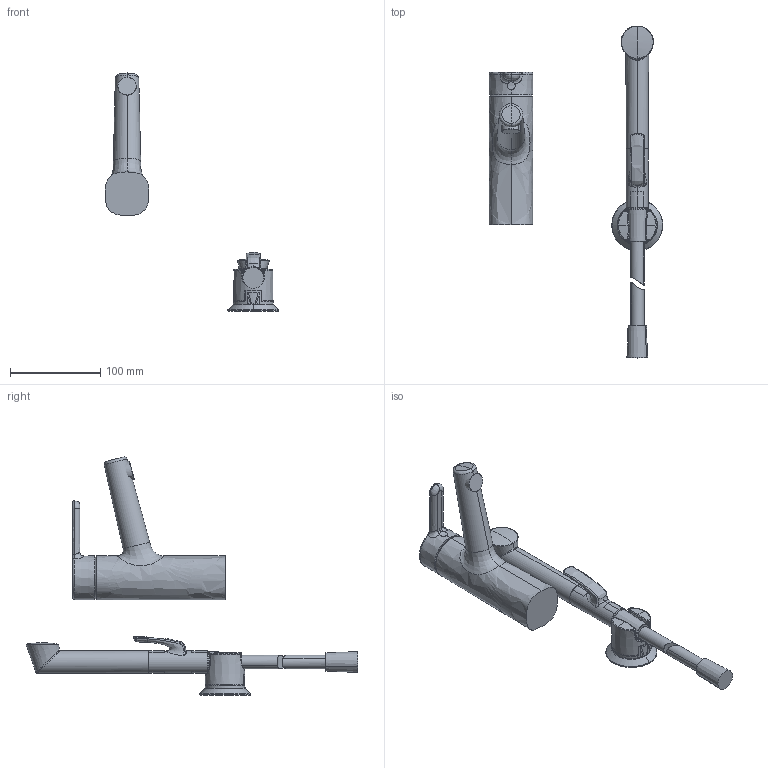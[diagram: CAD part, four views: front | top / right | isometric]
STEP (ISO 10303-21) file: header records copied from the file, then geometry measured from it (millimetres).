
FILE_DESCRIPTION (( 'STEP AP203' ), '1' );
FILE_NAME ('3013F(2017)+51682281.STEP', '2017-04-12T10:01:35', ( '' ), ( '' ), 'SwSTEP 2.0', 'SolidWorks 2016', '' );
FILE_SCHEMA (( 'CONFIG_CONTROL_DESIGN' ));
Length unit declared in the file: millimetre
Products named in the file (1): 3013F(2017)+51682281
Bounding box: 192.59 x 368.14 x 263.97 mm (x, y, z)
Volume: 636274.6 mm3; surface area: 93420.9 mm2
Topology: 8 solids, 8 shells, 200 faces, 500 edges, 319 vertices
Faces by surface type: bspline 118, torus 23, plane 22, cylinder 14, cone 14, sphere 9
Entity records: 29703 total; most frequent: CARTESIAN_POINT 25920, ORIENTED_EDGE 992, EDGE_CURVE 496, DIRECTION 432, VERTEX_POINT 318, B_SPLINE_CURVE_WITH_KNOTS 291, EDGE_LOOP 206, FACE_OUTER_BOUND 200
